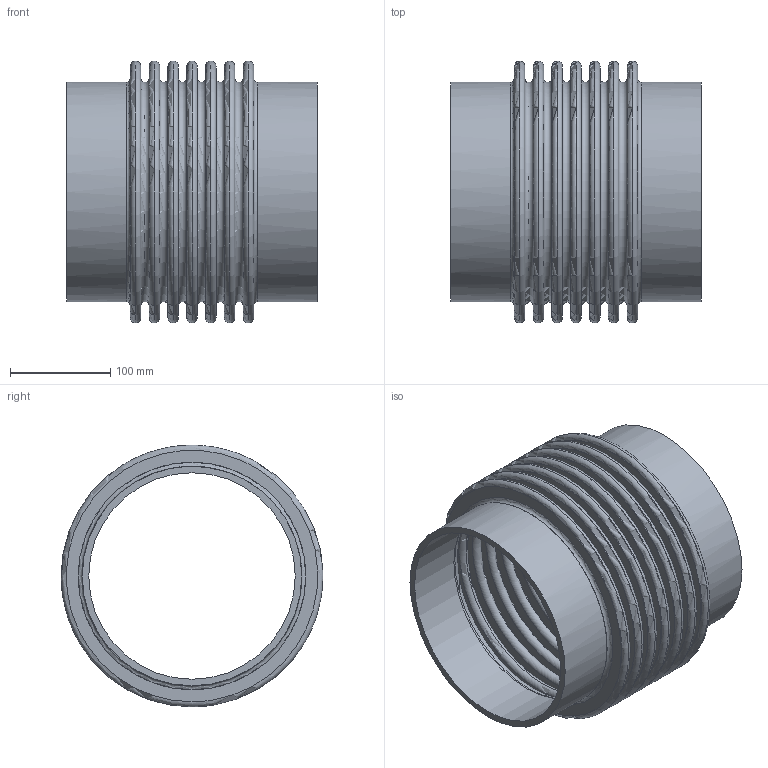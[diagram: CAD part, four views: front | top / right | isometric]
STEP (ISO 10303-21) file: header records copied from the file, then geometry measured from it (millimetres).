
FILE_DESCRIPTION(('HOOPS Exchange Step'),'2;1');
FILE_NAME('KP0502_DN200.stp','2025-11-03T14:10:43+01:00',('nieru'),('Unknown organisation'),'HOOPS Exchange 2024.2','HOOPS Exchange','Unknown authorisation');
FILE_SCHEMA( ('AP203_CONFIGURATION_CONTROLLED_3D_DESIGN_OF_MECHANICAL_PARTS_AND_ASSEMBLIES_MIM_LF') );
Length unit declared in the file: millimetre
Products named in the file (2): 0; root
Assembly tree (1 placements, depth 2):
  root
    0
Bounding box: 250 x 261.9 x 261.9 mm (x, y, z)
Volume: 831586.1 mm3; surface area: 744829.6 mm2
Topology: 1 solids, 1 shells, 87 faces, 157 edges, 104 vertices
Faces by surface type: torus 45, plane 34, cylinder 6, bspline 2
Full cylindrical faces by diameter (mm): 206.5 x2, 211.1 x2, 219.494 x1, 219.5 x1
Entity records: 13983 total; most frequent: CARTESIAN_POINT 12170, DIRECTION 418, ORIENTED_EDGE 314, AXIS2_PLACEMENT_3D 205, EDGE_CURVE 157, EDGE_LOOP 121, FACE_BOUND 121, CIRCLE 117
